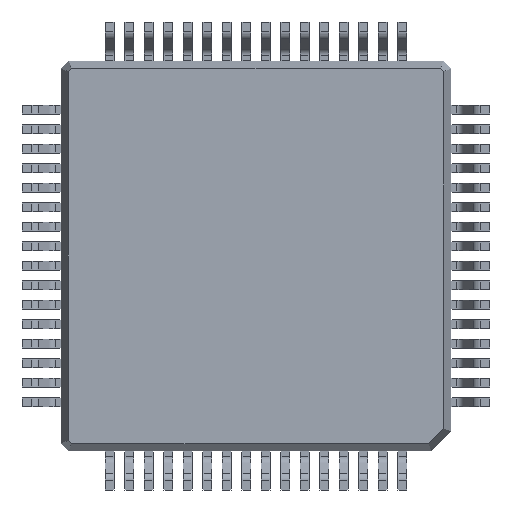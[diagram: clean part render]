
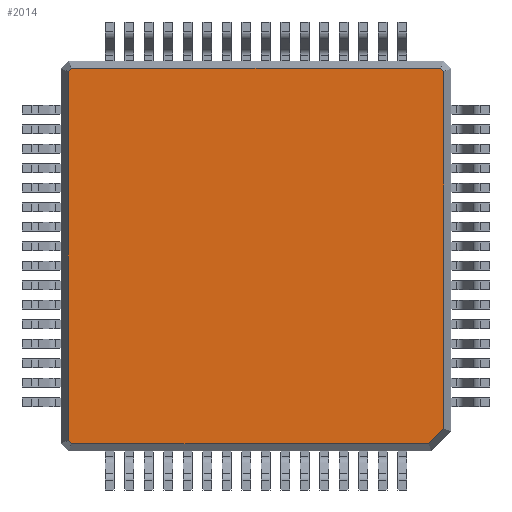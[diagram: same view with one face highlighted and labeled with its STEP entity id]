
A CAD part, front view. The second image highlights one B-rep face of the part: STEP entity #2014.
In plain terms, the highlighted planar face has unit normal (0, -1, 0).
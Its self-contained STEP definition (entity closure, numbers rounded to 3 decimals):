
#4 = ORIENTED_EDGE ( 'NONE', *, *, #1969, .F. ) ;
#5 = EDGE_LOOP ( 'NONE', ( #840, #761, #634, #1194, #4, #435, #1005, #1278 ) ) ;
#42 = EDGE_CURVE ( 'NONE', #1110, #297, #980, .T. ) ;
#53 = CARTESIAN_POINT ( 'NONE',  ( -4.725, -0.6, -4.818 ) ) ;
#101 = CARTESIAN_POINT ( 'NONE',  ( 0., -0.6, 0. ) ) ;
#125 = CARTESIAN_POINT ( 'NONE',  ( 4.425, -0.6, -4.818 ) ) ;
#297 = VERTEX_POINT ( 'NONE', #125 ) ;
#299 = VECTOR ( 'NONE', #2105, 1000. ) ;
#364 = CARTESIAN_POINT ( 'NONE',  ( -4.671, -0.6, -4.871 ) ) ;
#403 = EDGE_CURVE ( 'NONE', #297, #1214, #1425, .T. ) ;
#408 = VECTOR ( 'NONE', #999, 1000. ) ;
#435 = ORIENTED_EDGE ( 'NONE', *, *, #1982, .F. ) ;
#473 = CARTESIAN_POINT ( 'NONE',  ( 4.818, -0.6, 4.725 ) ) ;
#614 = CARTESIAN_POINT ( 'NONE',  ( 4.818, -0.6, 4.8 ) ) ;
#625 = DIRECTION ( 'NONE',  ( 0., 0., -1. ) ) ;
#634 = ORIENTED_EDGE ( 'NONE', *, *, #852, .F. ) ;
#645 = VECTOR ( 'NONE', #1826, 1000. ) ;
#653 = LINE ( 'NONE', #364, #1581 ) ;
#707 = VERTEX_POINT ( 'NONE', #2058 ) ;
#761 = ORIENTED_EDGE ( 'NONE', *, *, #42, .F. ) ;
#813 = LINE ( 'NONE', #1675, #2183 ) ;
#822 = VECTOR ( 'NONE', #1353, 1000. ) ;
#825 = VECTOR ( 'NONE', #625, 1000. ) ;
#840 = ORIENTED_EDGE ( 'NONE', *, *, #403, .F. ) ;
#852 = EDGE_CURVE ( 'NONE', #1550, #1110, #2257, .T. ) ;
#862 = VECTOR ( 'NONE', #1988, 1000. ) ;
#914 = LINE ( 'NONE', #1993, #645 ) ;
#919 = CARTESIAN_POINT ( 'NONE',  ( 4.5, -0.6, -4.818 ) ) ;
#980 = LINE ( 'NONE', #1864, #822 ) ;
#985 = LINE ( 'NONE', #2050, #299 ) ;
#999 = DIRECTION ( 'NONE',  ( 1., 0., 0. ) ) ;
#1005 = ORIENTED_EDGE ( 'NONE', *, *, #1927, .F. ) ;
#1010 = FACE_OUTER_BOUND ( 'NONE', #5, .T. ) ;
#1028 = CARTESIAN_POINT ( 'NONE',  ( 4.725, -0.6, 4.818 ) ) ;
#1052 = CARTESIAN_POINT ( 'NONE',  ( -4.725, -0.6, 4.818 ) ) ;
#1065 = DIRECTION ( 'NONE',  ( -0.707, 0., 0.707 ) ) ;
#1074 = EDGE_CURVE ( 'NONE', #2128, #1550, #813, .T. ) ;
#1110 = VERTEX_POINT ( 'NONE', #1269 ) ;
#1164 = CARTESIAN_POINT ( 'NONE',  ( -4.8, -0.6, 4.818 ) ) ;
#1185 = EDGE_CURVE ( 'NONE', #1214, #707, #653, .T. ) ;
#1194 = ORIENTED_EDGE ( 'NONE', *, *, #1074, .F. ) ;
#1214 = VERTEX_POINT ( 'NONE', #53 ) ;
#1269 = CARTESIAN_POINT ( 'NONE',  ( 4.818, -0.6, -4.425 ) ) ;
#1278 = ORIENTED_EDGE ( 'NONE', *, *, #1185, .F. ) ;
#1324 = AXIS2_PLACEMENT_3D ( 'NONE', #101, #1338, #1868 ) ;
#1338 = DIRECTION ( 'NONE',  ( 0., -1., 0. ) ) ;
#1353 = DIRECTION ( 'NONE',  ( -0.707, 0., -0.707 ) ) ;
#1384 = LINE ( 'NONE', #1164, #408 ) ;
#1425 = LINE ( 'NONE', #919, #862 ) ;
#1550 = VERTEX_POINT ( 'NONE', #473 ) ;
#1554 = PLANE ( 'NONE',  #1324 ) ;
#1581 = VECTOR ( 'NONE', #1065, 1000. ) ;
#1675 = CARTESIAN_POINT ( 'NONE',  ( 4.671, -0.6, 4.871 ) ) ;
#1826 = DIRECTION ( 'NONE',  ( 0., 0., 1. ) ) ;
#1864 = CARTESIAN_POINT ( 'NONE',  ( 4.871, -0.6, -4.371 ) ) ;
#1868 = DIRECTION ( 'NONE',  ( 0., 0., 1. ) ) ;
#1927 = EDGE_CURVE ( 'NONE', #707, #2022, #914, .T. ) ;
#1969 = EDGE_CURVE ( 'NONE', #2266, #2128, #1384, .T. ) ;
#1982 = EDGE_CURVE ( 'NONE', #2022, #2266, #985, .T. ) ;
#1988 = DIRECTION ( 'NONE',  ( -1., 0., 0. ) ) ;
#1993 = CARTESIAN_POINT ( 'NONE',  ( -4.818, -0.6, -4.8 ) ) ;
#2014 = ADVANCED_FACE ( 'NONE', ( #1010 ), #1554, .T. ) ;
#2022 = VERTEX_POINT ( 'NONE', #2236 ) ;
#2034 = DIRECTION ( 'NONE',  ( 0.707, 0., -0.707 ) ) ;
#2050 = CARTESIAN_POINT ( 'NONE',  ( -4.871, -0.6, 4.671 ) ) ;
#2058 = CARTESIAN_POINT ( 'NONE',  ( -4.818, -0.6, -4.725 ) ) ;
#2105 = DIRECTION ( 'NONE',  ( 0.707, 0., 0.707 ) ) ;
#2128 = VERTEX_POINT ( 'NONE', #1028 ) ;
#2183 = VECTOR ( 'NONE', #2034, 1000. ) ;
#2236 = CARTESIAN_POINT ( 'NONE',  ( -4.818, -0.6, 4.725 ) ) ;
#2257 = LINE ( 'NONE', #614, #825 ) ;
#2266 = VERTEX_POINT ( 'NONE', #1052 ) ;
